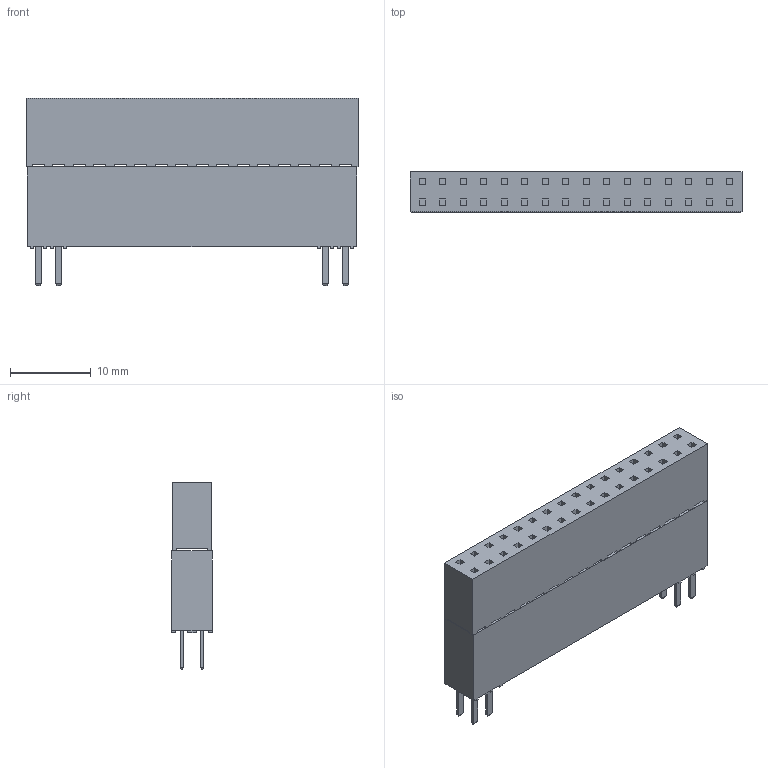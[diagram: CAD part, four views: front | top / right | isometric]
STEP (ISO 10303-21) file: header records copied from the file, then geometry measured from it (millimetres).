
FILE_DESCRIPTION(/* description */ (''),/* implementation_level */ '2;1');
FILE_NAME(/* name */ 'SAMTEC_ESW-116-69-L-D.stp',/* time_stamp */ '2016-11-24T11:30:44+01:00',/* author */ ('riccim'),/* organization */ ('SolidWorks'),/* preprocessor_version */ 'ST-DEVELOPER v15.5',/* originating_system */ 'AutoCAD Mechanical',/* authorisation */ ' ');
FILE_SCHEMA (('AUTOMOTIVE_DESIGN { 1 0 10303 214 3 1 1 }'));
Length unit declared in the file: millimetre
Products named in the file (1): Product
Bounding box: 41.15 x 5.08 x 23.24 mm (x, y, z)
Volume: 3784.2 mm3; surface area: 3787.3 mm2
Topology: 11 solids, 11 shells, 494 faces, 1264 edges, 832 vertices
Faces by surface type: plane 494
Entity records: 14628 total; most frequent: CARTESIAN_POINT 2591, ORIENTED_EDGE 2528, DIRECTION 2254, LINE 1264, VECTOR 1264, EDGE_CURVE 1264, VERTEX_POINT 832, EDGE_LOOP 534
